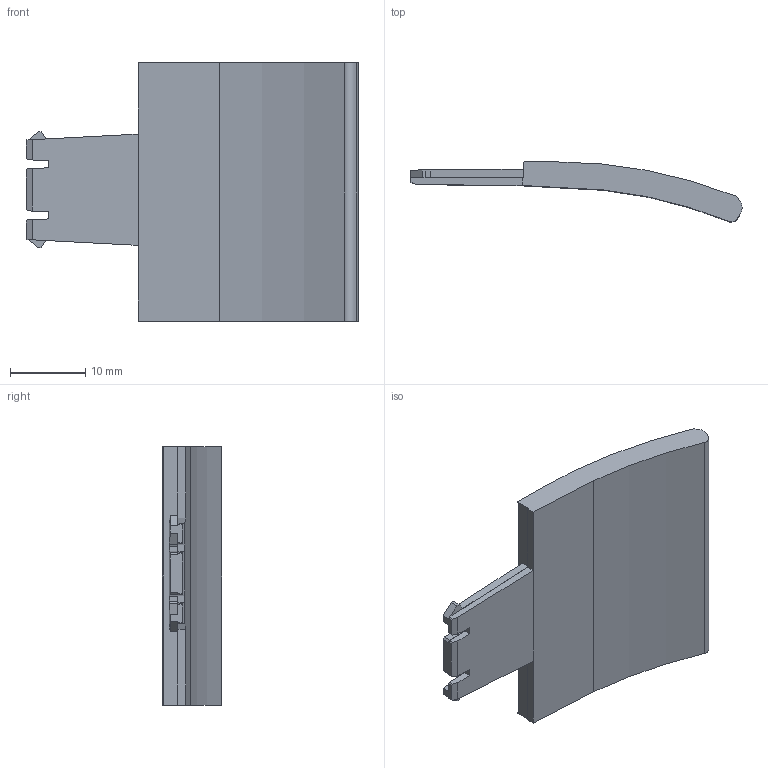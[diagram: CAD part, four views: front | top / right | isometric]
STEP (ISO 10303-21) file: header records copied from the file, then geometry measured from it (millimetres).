
FILE_DESCRIPTION(/* description */ ('STEP AP214'),/* implementation_level */ '2;1');
FILE_NAME(/* name */ '540889_ASCF-M-S6',/* time_stamp */ '2024-08-05T14:40:06+02:00',/* author */ ('License CC BY-ND 4.0'),/* organization */ ('CADENAS'),/* preprocessor_version */ 'ST-DEVELOPER v19.3',/* originating_system */ 'PARTsolutions',/* authorisation */ ' ');
FILE_SCHEMA (('AUTOMOTIVE_DESIGN {1 0 10303 214 3 1 1}'));
Length unit declared in the file: millimetre
Products named in the file (1): 540889 ASCF-M-S6
Bounding box: 44.18 x 7.97 x 34.4 mm (x, y, z)
Volume: 3854.7 mm3; surface area: 2938.7 mm2
Topology: 1 solids, 1 shells, 67 faces, 189 edges, 124 vertices
Faces by surface type: plane 57, cylinder 10
Entity records: 2167 total; most frequent: CARTESIAN_POINT 381, ORIENTED_EDGE 378, DIRECTION 347, EDGE_CURVE 189, LINE 167, VECTOR 167, VERTEX_POINT 124, AXIS2_PLACEMENT_3D 90
